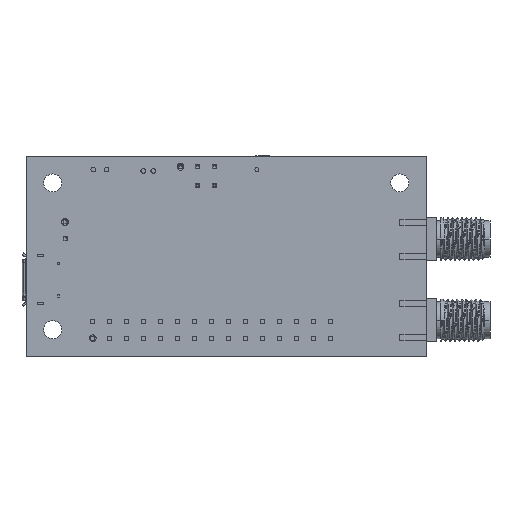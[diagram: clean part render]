
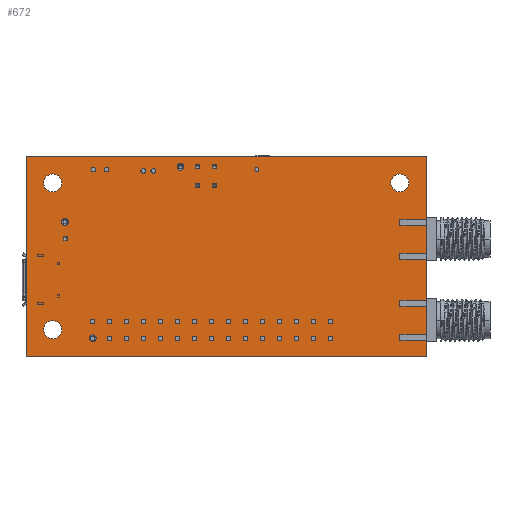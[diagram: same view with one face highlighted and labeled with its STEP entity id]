
A CAD part, front view. The second image highlights one B-rep face of the part: STEP entity #672.
In plain terms, the highlighted planar face has unit normal (0, -1, 0).
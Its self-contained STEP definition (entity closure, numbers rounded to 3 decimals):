
#16=DIRECTION('',(1.,0.,0.));
#17=VECTOR('',#16,60.);
#18=CARTESIAN_POINT('',(0.,0.,0.));
#19=LINE('',#18,#17);
#24=DIRECTION('',(0.,0.,-1.));
#25=VECTOR('',#24,30.);
#26=CARTESIAN_POINT('',(60.,0.,0.));
#27=LINE('',#26,#25);
#31=DIRECTION('',(-1.,0.,0.));
#32=VECTOR('',#31,60.);
#33=CARTESIAN_POINT('',(60.,0.,-30.));
#34=LINE('',#33,#32);
#38=DIRECTION('',(0.,0.,1.));
#39=VECTOR('',#38,30.);
#40=CARTESIAN_POINT('',(0.,0.,-30.));
#41=LINE('',#40,#39);
#45=CARTESIAN_POINT('',(4.,0.,-26.));
#46=DIRECTION('',(0.,1.,0.));
#47=DIRECTION('',(1.,0.,0.));
#48=AXIS2_PLACEMENT_3D('',#45,#46,#47);
#53=CARTESIAN_POINT('',(4.,0.,-26.));
#54=DIRECTION('',(0.,1.,0.));
#55=DIRECTION('',(-1.,0.,0.));
#56=AXIS2_PLACEMENT_3D('',#53,#54,#55);
#61=CARTESIAN_POINT('',(4.,0.,-4.));
#62=DIRECTION('',(0.,1.,0.));
#63=DIRECTION('',(1.,0.,0.));
#64=AXIS2_PLACEMENT_3D('',#61,#62,#63);
#69=CARTESIAN_POINT('',(4.,0.,-4.));
#70=DIRECTION('',(0.,1.,0.));
#71=DIRECTION('',(-1.,0.,0.));
#72=AXIS2_PLACEMENT_3D('',#69,#70,#71);
#77=CARTESIAN_POINT('',(56.,0.,-4.));
#78=DIRECTION('',(0.,1.,0.));
#79=DIRECTION('',(1.,0.,0.));
#80=AXIS2_PLACEMENT_3D('',#77,#78,#79);
#85=CARTESIAN_POINT('',(56.,0.,-4.));
#86=DIRECTION('',(0.,1.,0.));
#87=DIRECTION('',(-1.,0.,0.));
#88=AXIS2_PLACEMENT_3D('',#85,#86,#87);
#93=CARTESIAN_POINT('',(10.,0.,-27.27));
#94=DIRECTION('',(0.,1.,0.));
#95=DIRECTION('',(1.,0.,0.));
#96=AXIS2_PLACEMENT_3D('',#93,#94,#95);
#101=CARTESIAN_POINT('',(10.,0.,-27.27));
#102=DIRECTION('',(0.,1.,0.));
#103=DIRECTION('',(-1.,0.,0.));
#104=AXIS2_PLACEMENT_3D('',#101,#102,#103);
#109=CARTESIAN_POINT('',(5.862,0.,-9.845));
#110=DIRECTION('',(0.,1.,0.));
#111=DIRECTION('',(1.,0.,0.));
#112=AXIS2_PLACEMENT_3D('',#109,#110,#111);
#117=CARTESIAN_POINT('',(5.862,0.,-9.845));
#118=DIRECTION('',(0.,1.,0.));
#119=DIRECTION('',(-1.,0.,0.));
#120=AXIS2_PLACEMENT_3D('',#117,#118,#119);
#125=CARTESIAN_POINT('',(23.134,0.,-1.59));
#126=DIRECTION('',(0.,1.,0.));
#127=DIRECTION('',(1.,0.,0.));
#128=AXIS2_PLACEMENT_3D('',#125,#126,#127);
#133=CARTESIAN_POINT('',(23.134,0.,-1.59));
#134=DIRECTION('',(0.,1.,0.));
#135=DIRECTION('',(-1.,0.,0.));
#136=AXIS2_PLACEMENT_3D('',#133,#134,#135);
#141=CARTESIAN_POINT('',(12.069,0.,-2.));
#142=DIRECTION('',(0.,1.,0.));
#143=DIRECTION('',(1.,0.,0.));
#144=AXIS2_PLACEMENT_3D('',#141,#142,#143);
#149=CARTESIAN_POINT('',(12.069,0.,-2.));
#150=DIRECTION('',(0.,1.,0.));
#151=DIRECTION('',(-1.,0.,0.));
#152=AXIS2_PLACEMENT_3D('',#149,#150,#151);
#157=CARTESIAN_POINT('',(17.558,0.,-2.2));
#158=DIRECTION('',(0.,1.,0.));
#159=DIRECTION('',(1.,0.,0.));
#160=AXIS2_PLACEMENT_3D('',#157,#158,#159);
#165=CARTESIAN_POINT('',(17.558,0.,-2.2));
#166=DIRECTION('',(0.,1.,0.));
#167=DIRECTION('',(-1.,0.,0.));
#168=AXIS2_PLACEMENT_3D('',#165,#166,#167);
#173=CARTESIAN_POINT('',(34.593,0.,-2.));
#174=DIRECTION('',(0.,1.,0.));
#175=DIRECTION('',(1.,0.,0.));
#176=AXIS2_PLACEMENT_3D('',#173,#174,#175);
#181=CARTESIAN_POINT('',(34.593,0.,-2.));
#182=DIRECTION('',(0.,1.,0.));
#183=DIRECTION('',(-1.,0.,0.));
#184=AXIS2_PLACEMENT_3D('',#181,#182,#183);
#515=CARTESIAN_POINT('',(0.,0.,0.));
#516=CARTESIAN_POINT('',(60.,0.,0.));
#517=VERTEX_POINT('',#515);
#518=VERTEX_POINT('',#516);
#519=CARTESIAN_POINT('',(60.,0.,-30.));
#520=VERTEX_POINT('',#519);
#521=CARTESIAN_POINT('',(0.,0.,-30.));
#522=VERTEX_POINT('',#521);
#532=CARTESIAN_POINT('',(5.35,0.,-26.));
#534=VERTEX_POINT('',#532);
#536=CARTESIAN_POINT('',(2.65,0.,-26.));
#538=VERTEX_POINT('',#536);
#540=CARTESIAN_POINT('',(5.35,0.,-4.));
#542=VERTEX_POINT('',#540);
#544=CARTESIAN_POINT('',(2.65,0.,-4.));
#546=VERTEX_POINT('',#544);
#547=CARTESIAN_POINT('',(10.51,0.,-27.27));
#548=CARTESIAN_POINT('',(9.49,0.,-27.27));
#549=VERTEX_POINT('',#547);
#550=VERTEX_POINT('',#548);
#555=CARTESIAN_POINT('',(57.35,0.,-4.));
#556=CARTESIAN_POINT('',(54.65,0.,-4.));
#557=VERTEX_POINT('',#555);
#558=VERTEX_POINT('',#556);
#563=CARTESIAN_POINT('',(6.372,0.,-9.845));
#564=CARTESIAN_POINT('',(5.352,0.,-9.845));
#565=VERTEX_POINT('',#563);
#566=VERTEX_POINT('',#564);
#567=CARTESIAN_POINT('',(23.644,0.,-1.59));
#568=CARTESIAN_POINT('',(22.624,0.,-1.59));
#569=VERTEX_POINT('',#567);
#570=VERTEX_POINT('',#568);
#571=CARTESIAN_POINT('',(12.369,0.,-2.));
#572=CARTESIAN_POINT('',(11.769,0.,-2.));
#573=VERTEX_POINT('',#571);
#574=VERTEX_POINT('',#572);
#575=CARTESIAN_POINT('',(17.858,0.,-2.2));
#576=CARTESIAN_POINT('',(17.258,0.,-2.2));
#577=VERTEX_POINT('',#575);
#578=VERTEX_POINT('',#576);
#595=CARTESIAN_POINT('',(34.893,0.,-2.));
#596=CARTESIAN_POINT('',(34.293,0.,-2.));
#597=VERTEX_POINT('',#595);
#598=VERTEX_POINT('',#596);
#603=CARTESIAN_POINT('',(0.,0.,0.));
#604=DIRECTION('',(0.,1.,0.));
#605=DIRECTION('',(1.,0.,0.));
#606=AXIS2_PLACEMENT_3D('',#603,#604,#605);
#607=PLANE('',#606);
#609=ORIENTED_EDGE('',*,*,#608,.T.);
#611=ORIENTED_EDGE('',*,*,#610,.T.);
#613=ORIENTED_EDGE('',*,*,#612,.T.);
#615=ORIENTED_EDGE('',*,*,#614,.T.);
#616=EDGE_LOOP('',(#609,#611,#613,#615));
#617=FACE_OUTER_BOUND('',#616,.F.);
#619=ORIENTED_EDGE('',*,*,#618,.F.);
#621=ORIENTED_EDGE('',*,*,#620,.F.);
#622=EDGE_LOOP('',(#619,#621));
#623=FACE_BOUND('',#622,.F.);
#625=ORIENTED_EDGE('',*,*,#624,.F.);
#627=ORIENTED_EDGE('',*,*,#626,.F.);
#628=EDGE_LOOP('',(#625,#627));
#629=FACE_BOUND('',#628,.F.);
#631=ORIENTED_EDGE('',*,*,#630,.F.);
#633=ORIENTED_EDGE('',*,*,#632,.F.);
#634=EDGE_LOOP('',(#631,#633));
#635=FACE_BOUND('',#634,.F.);
#637=ORIENTED_EDGE('',*,*,#636,.F.);
#639=ORIENTED_EDGE('',*,*,#638,.F.);
#640=EDGE_LOOP('',(#637,#639));
#641=FACE_BOUND('',#640,.F.);
#643=ORIENTED_EDGE('',*,*,#642,.F.);
#645=ORIENTED_EDGE('',*,*,#644,.F.);
#646=EDGE_LOOP('',(#643,#645));
#647=FACE_BOUND('',#646,.F.);
#649=ORIENTED_EDGE('',*,*,#648,.F.);
#651=ORIENTED_EDGE('',*,*,#650,.F.);
#652=EDGE_LOOP('',(#649,#651));
#653=FACE_BOUND('',#652,.F.);
#655=ORIENTED_EDGE('',*,*,#654,.F.);
#657=ORIENTED_EDGE('',*,*,#656,.F.);
#658=EDGE_LOOP('',(#655,#657));
#659=FACE_BOUND('',#658,.F.);
#661=ORIENTED_EDGE('',*,*,#660,.F.);
#663=ORIENTED_EDGE('',*,*,#662,.F.);
#664=EDGE_LOOP('',(#661,#663));
#665=FACE_BOUND('',#664,.F.);
#667=ORIENTED_EDGE('',*,*,#666,.F.);
#669=ORIENTED_EDGE('',*,*,#668,.F.);
#670=EDGE_LOOP('',(#667,#669));
#671=FACE_BOUND('',#670,.F.);
#49=CIRCLE('',#48,1.35);
#57=CIRCLE('',#56,1.35);
#65=CIRCLE('',#64,1.35);
#73=CIRCLE('',#72,1.35);
#81=CIRCLE('',#80,1.35);
#89=CIRCLE('',#88,1.35);
#97=CIRCLE('',#96,0.51);
#105=CIRCLE('',#104,0.51);
#113=CIRCLE('',#112,0.51);
#121=CIRCLE('',#120,0.51);
#129=CIRCLE('',#128,0.51);
#137=CIRCLE('',#136,0.51);
#145=CIRCLE('',#144,0.3);
#153=CIRCLE('',#152,0.3);
#161=CIRCLE('',#160,0.3);
#169=CIRCLE('',#168,0.3);
#177=CIRCLE('',#176,0.3);
#185=CIRCLE('',#184,0.3);
#608=EDGE_CURVE('',#517,#518,#19,.T.);
#610=EDGE_CURVE('',#518,#520,#27,.T.);
#612=EDGE_CURVE('',#520,#522,#34,.T.);
#614=EDGE_CURVE('',#522,#517,#41,.T.);
#618=EDGE_CURVE('',#534,#538,#49,.T.);
#620=EDGE_CURVE('',#538,#534,#57,.T.);
#624=EDGE_CURVE('',#542,#546,#65,.T.);
#626=EDGE_CURVE('',#546,#542,#73,.T.);
#630=EDGE_CURVE('',#557,#558,#81,.T.);
#632=EDGE_CURVE('',#558,#557,#89,.T.);
#636=EDGE_CURVE('',#549,#550,#97,.T.);
#638=EDGE_CURVE('',#550,#549,#105,.T.);
#642=EDGE_CURVE('',#565,#566,#113,.T.);
#644=EDGE_CURVE('',#566,#565,#121,.T.);
#648=EDGE_CURVE('',#569,#570,#129,.T.);
#650=EDGE_CURVE('',#570,#569,#137,.T.);
#654=EDGE_CURVE('',#573,#574,#145,.T.);
#656=EDGE_CURVE('',#574,#573,#153,.T.);
#660=EDGE_CURVE('',#577,#578,#161,.T.);
#662=EDGE_CURVE('',#578,#577,#169,.T.);
#666=EDGE_CURVE('',#597,#598,#177,.T.);
#668=EDGE_CURVE('',#598,#597,#185,.T.);
#672=ADVANCED_FACE('',(#617,#623,#629,#635,#641,#647,#653,#659,#665,#671),#607,
.F.);
